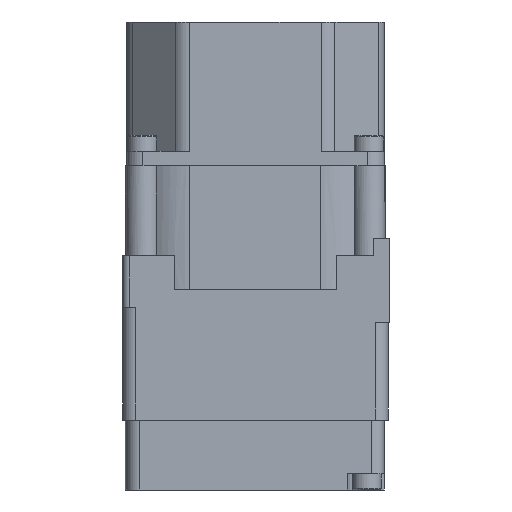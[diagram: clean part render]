
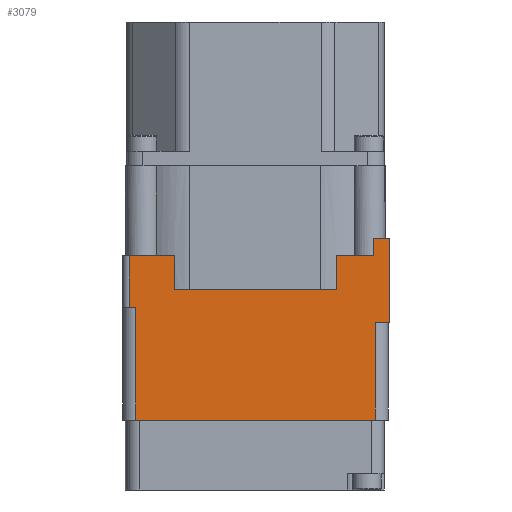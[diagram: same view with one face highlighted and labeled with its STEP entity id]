
A CAD part, left-side view. The second image highlights one B-rep face of the part: STEP entity #3079.
In plain terms, the highlighted planar face has unit normal (-1, 0, 0).
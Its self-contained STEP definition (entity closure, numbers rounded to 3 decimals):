
#367=FACE_OUTER_BOUND('',#554,.T.);
#554=EDGE_LOOP('',(#2234,#2235,#2236,#2237,#2238,#2239,#2240,#2241,#2242,
#2243,#2244,#2245,#2246,#2247));
#806=LINE('',#4742,#1060);
#808=LINE('',#4746,#1062);
#810=LINE('',#4750,#1064);
#813=LINE('',#4756,#1067);
#814=LINE('',#4759,#1068);
#820=LINE('',#4773,#1074);
#824=LINE('',#4780,#1078);
#839=LINE('',#4825,#1093);
#845=LINE('',#4843,#1099);
#850=LINE('',#4854,#1104);
#861=LINE('',#4889,#1115);
#874=LINE('',#4916,#1128);
#875=LINE('',#4917,#1129);
#876=LINE('',#4918,#1130);
#1060=VECTOR('',#3787,5.3);
#1062=VECTOR('',#3791,25.);
#1064=VECTOR('',#3795,5.3);
#1067=VECTOR('',#3800,2.7);
#1068=VECTOR('',#3803,2.5);
#1074=VECTOR('',#3813,2.2);
#1078=VECTOR('',#3821,13.);
#1093=VECTOR('',#3860,17.4);
#1099=VECTOR('',#3878,15.1);
#1104=VECTOR('',#3889,37.);
#1115=VECTOR('',#3916,8.);
#1128=VECTOR('',#3945,5.7);
#1129=VECTOR('',#3946,7.);
#1130=VECTOR('',#3947,1.);
#1339=VERTEX_POINT('',#4738);
#1340=VERTEX_POINT('',#4740);
#1341=VERTEX_POINT('',#4744);
#1342=VERTEX_POINT('',#4748);
#1343=VERTEX_POINT('',#4752);
#1344=VERTEX_POINT('',#4754);
#1345=VERTEX_POINT('',#4758);
#1347=VERTEX_POINT('',#4764);
#1351=VERTEX_POINT('',#4771);
#1369=VERTEX_POINT('',#4822);
#1370=VERTEX_POINT('',#4824);
#1376=VERTEX_POINT('',#4842);
#1394=VERTEX_POINT('',#4886);
#1395=VERTEX_POINT('',#4888);
#1652=EDGE_CURVE('',#1340,#1339,#806,.T.);
#1654=EDGE_CURVE('',#1339,#1341,#808,.T.);
#1656=EDGE_CURVE('',#1341,#1342,#810,.T.);
#1659=EDGE_CURVE('',#1344,#1343,#813,.T.);
#1660=EDGE_CURVE('',#1343,#1345,#814,.T.);
#1667=EDGE_CURVE('',#1347,#1351,#820,.T.);
#1671=EDGE_CURVE('',#1345,#1351,#824,.T.);
#1692=EDGE_CURVE('',#1370,#1369,#839,.T.);
#1701=EDGE_CURVE('',#1347,#1376,#845,.T.);
#1707=EDGE_CURVE('',#1369,#1376,#850,.T.);
#1725=EDGE_CURVE('',#1395,#1394,#861,.T.);
#1741=EDGE_CURVE('',#1342,#1344,#874,.T.);
#1742=EDGE_CURVE('',#1395,#1340,#875,.T.);
#1743=EDGE_CURVE('',#1394,#1370,#876,.T.);
#2234=ORIENTED_EDGE('',*,*,#1659,.F.);
#2235=ORIENTED_EDGE('',*,*,#1741,.F.);
#2236=ORIENTED_EDGE('',*,*,#1656,.F.);
#2237=ORIENTED_EDGE('',*,*,#1654,.F.);
#2238=ORIENTED_EDGE('',*,*,#1652,.F.);
#2239=ORIENTED_EDGE('',*,*,#1742,.F.);
#2240=ORIENTED_EDGE('',*,*,#1725,.T.);
#2241=ORIENTED_EDGE('',*,*,#1743,.T.);
#2242=ORIENTED_EDGE('',*,*,#1692,.T.);
#2243=ORIENTED_EDGE('',*,*,#1707,.T.);
#2244=ORIENTED_EDGE('',*,*,#1701,.F.);
#2245=ORIENTED_EDGE('',*,*,#1667,.T.);
#2246=ORIENTED_EDGE('',*,*,#1671,.F.);
#2247=ORIENTED_EDGE('',*,*,#1660,.F.);
#2788=PLANE('',#3342);
#3079=ADVANCED_FACE('',(#367),#2788,.F.);
#3342=AXIS2_PLACEMENT_3D('',#4915,#3943,#3944);
#3787=DIRECTION('',(0.,0.,-1.));
#3791=DIRECTION('',(0.,-1.,0.));
#3795=DIRECTION('',(0.,0.,1.));
#3800=DIRECTION('',(0.,0.,1.));
#3803=DIRECTION('',(0.,-1.,0.));
#3813=DIRECTION('',(0.,-1.,0.));
#3821=DIRECTION('',(0.,0.,-1.));
#3860=DIRECTION('',(0.,0.,-1.));
#3878=DIRECTION('',(0.,0.,-1.));
#3889=DIRECTION('',(0.,-1.,0.));
#3916=DIRECTION('',(0.,0.,-1.));
#3943=DIRECTION('center_axis',(1.,0.,0.));
#3944=DIRECTION('ref_axis',(0.,0.,-1.));
#3945=DIRECTION('',(0.,-1.,0.));
#3946=DIRECTION('',(0.,-1.,0.));
#3947=DIRECTION('',(0.,-1.,0.));
#4738=CARTESIAN_POINT('',(-20.5,12.5,20.1));
#4740=CARTESIAN_POINT('',(-20.5,12.5,25.4));
#4742=CARTESIAN_POINT('',(-20.5,12.5,25.4));
#4744=CARTESIAN_POINT('',(-20.5,-12.5,20.1));
#4746=CARTESIAN_POINT('',(-20.5,19.5,20.1));
#4748=CARTESIAN_POINT('',(-20.5,-12.5,25.4));
#4750=CARTESIAN_POINT('',(-20.5,-12.5,25.4));
#4752=CARTESIAN_POINT('',(-20.5,-18.2,28.1));
#4754=CARTESIAN_POINT('',(-20.5,-18.2,25.4));
#4756=CARTESIAN_POINT('',(-20.5,-18.2,25.4));
#4758=CARTESIAN_POINT('',(-20.5,-20.7,28.1));
#4759=CARTESIAN_POINT('',(-20.5,-12.5,28.1));
#4764=CARTESIAN_POINT('',(-20.5,-18.5,15.1));
#4771=CARTESIAN_POINT('',(-20.5,-20.7,15.1));
#4773=CARTESIAN_POINT('',(-20.5,-12.5,15.1));
#4780=CARTESIAN_POINT('',(-20.5,-20.7,28.1));
#4822=CARTESIAN_POINT('',(-20.5,18.5,0.));
#4824=CARTESIAN_POINT('',(-20.5,18.5,17.4));
#4825=CARTESIAN_POINT('',(-20.5,18.5,17.4));
#4842=CARTESIAN_POINT('',(-20.5,-18.5,0.));
#4843=CARTESIAN_POINT('',(-20.5,-18.5,17.4));
#4854=CARTESIAN_POINT('',(-20.5,19.5,0.));
#4886=CARTESIAN_POINT('',(-20.5,19.5,17.4));
#4888=CARTESIAN_POINT('',(-20.5,19.5,25.4));
#4889=CARTESIAN_POINT('',(-20.5,19.5,25.4));
#4915=CARTESIAN_POINT('Origin',(-20.5,19.5,25.4));
#4916=CARTESIAN_POINT('',(-20.5,19.5,25.4));
#4917=CARTESIAN_POINT('',(-20.5,19.5,25.4));
#4918=CARTESIAN_POINT('',(-20.5,19.5,17.4));
